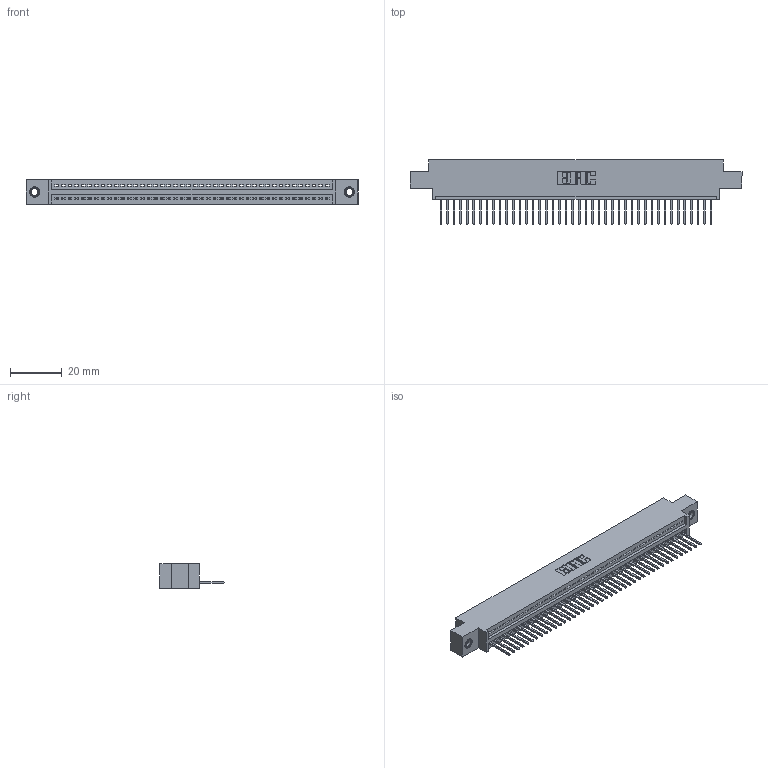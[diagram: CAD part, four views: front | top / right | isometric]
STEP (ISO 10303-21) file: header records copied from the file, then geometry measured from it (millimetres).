
FILE_DESCRIPTION (( 'STEP AP203' ), '1' );
FILE_NAME ('395-042-523-607.STEP', '2019-10-22T12:01:30', ( '' ), ( '' ), 'SwSTEP 2.0', 'SolidWorks 2016', '' );
FILE_SCHEMA (( 'CONFIG_CONTROL_DESIGN' ));
Length unit declared in the file: inch
Products named in the file (4): 345-292-001_345-293-123; 345 Part_0.170 Offset - 0.156 Dia-TI; 345-250-001_345-250-005-103; 395-042-523-607
Assembly tree (45 placements, depth 2):
  395-042-523-607
    345 Part_0.170 Offset - 0.156 Dia-TI
    345-292-001_345-293-123  x42
    345-250-001_345-250-005-103  x2
Bounding box: 127.89 x 24.82 x 9.4 mm (x, y, z)
Volume: 12003.9 mm3; surface area: 16156.9 mm2
Topology: 45 solids, 45 shells, 2626 faces, 7881 edges, 5190 vertices
Faces by surface type: plane 1796, cylinder 814, cone 12, torus 4
Entity records: 32946 total; most frequent: CARTESIAN_POINT 5689, ORIENTED_EDGE 5658, DIRECTION 4995, EDGE_CURVE 2829, LINE 2509, VECTOR 2509, VERTEX_POINT 1880, AXIS2_PLACEMENT_3D 1243
